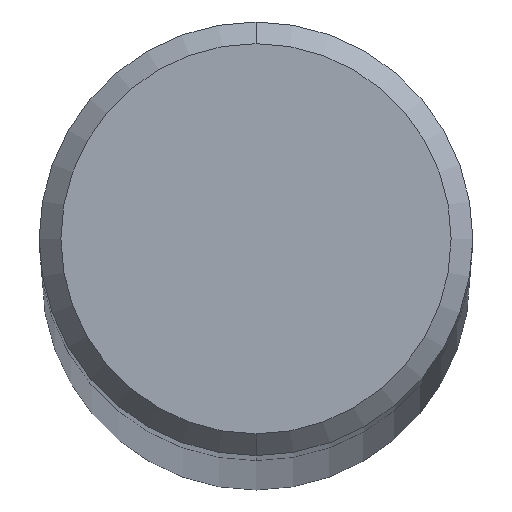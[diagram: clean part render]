
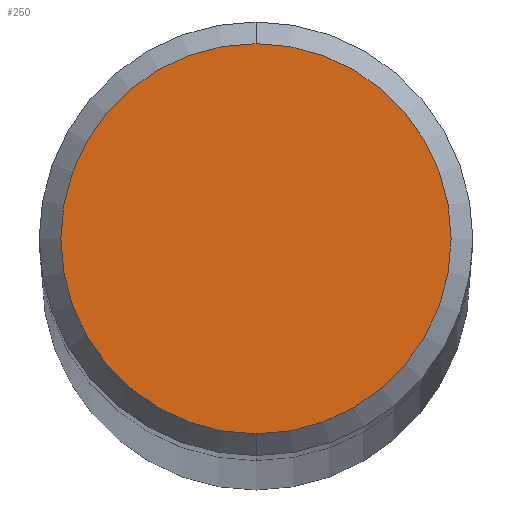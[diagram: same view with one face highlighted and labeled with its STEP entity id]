
A CAD part, top view. The second image highlights one B-rep face of the part: STEP entity #250.
In plain terms, the highlighted planar face has unit normal (0, 0, 1).
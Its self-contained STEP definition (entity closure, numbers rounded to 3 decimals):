
#208=EDGE_CURVE('',#392,#354,#500,.T.);
#230=EDGE_CURVE('',#354,#392,#525,.T.);
#250=ADVANCED_FACE('',(#547),#548,.T.);
#354=VERTEX_POINT('',#666);
#392=VERTEX_POINT('',#705);
#500=CIRCLE('',#843,3.6);
#525=CIRCLE('',#914,3.6);
#547=FACE_OUTER_BOUND('',#943,.T.);
#548=PLANE('',#944);
#666=CARTESIAN_POINT('',(0.,-3.6,0.0));
#705=CARTESIAN_POINT('',(0.0,3.6,0.0));
#843=AXIS2_PLACEMENT_3D('',#1434,#1435,#1436);
#914=AXIS2_PLACEMENT_3D('',#1462,#1463,#1464);
#943=EDGE_LOOP('',(#1493,#1494));
#944=AXIS2_PLACEMENT_3D('',#1495,#1496,#1497);
#1434=CARTESIAN_POINT('',(0.0,0.0,0.0));
#1435=DIRECTION('',(0.0,0.0,-1.0));
#1436=DIRECTION('',(0.0,1.0,0.0));
#1462=CARTESIAN_POINT('',(0.0,0.0,0.0));
#1463=DIRECTION('',(0.0,0.0,-1.0));
#1464=DIRECTION('',(0.0,1.0,0.0));
#1493=ORIENTED_EDGE('',*,*,#208,.F.);
#1494=ORIENTED_EDGE('',*,*,#230,.F.);
#1495=CARTESIAN_POINT('',(0.0,1.8,0.0));
#1496=DIRECTION('',(-0.0,0.0,1.0));
#1497=DIRECTION('',(0.0,-1.0,0.0));
